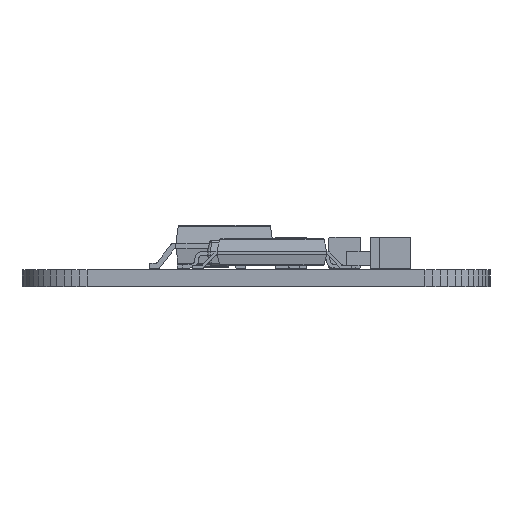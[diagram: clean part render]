
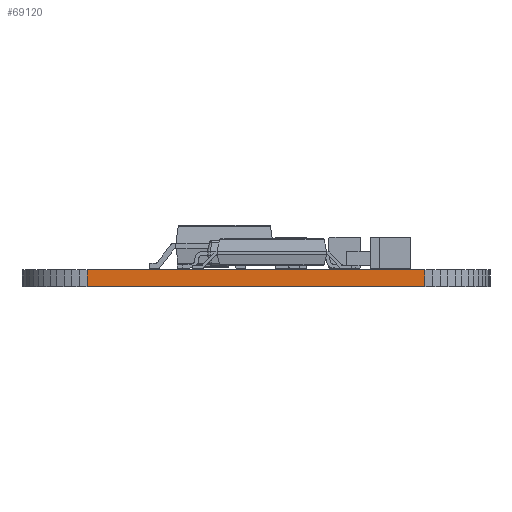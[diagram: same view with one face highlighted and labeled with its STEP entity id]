
A CAD part, front view. The second image highlights one B-rep face of the part: STEP entity #69120.
In plain terms, the highlighted planar face has unit normal (0, -1, 0).
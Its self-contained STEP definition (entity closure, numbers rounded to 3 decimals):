
#61929 = PLANE('',#61930);
#61930 = AXIS2_PLACEMENT_3D('',#61931,#61932,#61933);
#61931 = CARTESIAN_POINT('',(7.62,-18.882,0.68));
#61932 = DIRECTION('',(-0.,-0.,-1.));
#61933 = DIRECTION('',(-1.,0.,0.));
#61983 = PLANE('',#61984);
#61984 = AXIS2_PLACEMENT_3D('',#61985,#61986,#61987);
#61985 = CARTESIAN_POINT('',(7.62,-18.882,0.));
#61986 = DIRECTION('',(-0.,-0.,-1.));
#61987 = DIRECTION('',(-1.,0.,0.));
#62820 = VERTEX_POINT('',#62821);
#62821 = CARTESIAN_POINT('',(14.404,-40.714,0.));
#62835 = PLANE('',#62836);
#62836 = AXIS2_PLACEMENT_3D('',#62837,#62838,#62839);
#62837 = CARTESIAN_POINT('',(14.719,-40.695,0.));
#62838 = DIRECTION('',(0.06,-0.998,0.));
#62839 = DIRECTION('',(-0.998,-0.06,0.));
#62847 = EDGE_CURVE('',#62820,#62848,#62850,.T.);
#62848 = VERTEX_POINT('',#62849);
#62849 = CARTESIAN_POINT('',(0.836,-40.714,0.));
#62850 = SURFACE_CURVE('',#62851,(#62855,#62862),.PCURVE_S1.);
#62851 = LINE('',#62852,#62853);
#62852 = CARTESIAN_POINT('',(14.404,-40.714,0.));
#62853 = VECTOR('',#62854,1.);
#62854 = DIRECTION('',(-1.,0.,0.));
#62855 = PCURVE('',#61983,#62856);
#62856 = DEFINITIONAL_REPRESENTATION('',(#62857),#62861);
#62857 = LINE('',#62858,#62859);
#62858 = CARTESIAN_POINT('',(-6.784,-21.832));
#62859 = VECTOR('',#62860,1.);
#62860 = DIRECTION('',(1.,0.));
#62861 = ( GEOMETRIC_REPRESENTATION_CONTEXT(2) 
PARAMETRIC_REPRESENTATION_CONTEXT() REPRESENTATION_CONTEXT('2D SPACE',''
  ) );
#62862 = PCURVE('',#62863,#62868);
#62863 = PLANE('',#62864);
#62864 = AXIS2_PLACEMENT_3D('',#62865,#62866,#62867);
#62865 = CARTESIAN_POINT('',(14.404,-40.714,0.));
#62866 = DIRECTION('',(0.,-1.,0.));
#62867 = DIRECTION('',(-1.,0.,0.));
#62868 = DEFINITIONAL_REPRESENTATION('',(#62869),#62873);
#62869 = LINE('',#62870,#62871);
#62870 = CARTESIAN_POINT('',(0.,0.));
#62871 = VECTOR('',#62872,1.);
#62872 = DIRECTION('',(1.,0.));
#62873 = ( GEOMETRIC_REPRESENTATION_CONTEXT(2) 
PARAMETRIC_REPRESENTATION_CONTEXT() REPRESENTATION_CONTEXT('2D SPACE',''
  ) );
#62891 = PLANE('',#62892);
#62892 = AXIS2_PLACEMENT_3D('',#62893,#62894,#62895);
#62893 = CARTESIAN_POINT('',(0.836,-40.714,0.));
#62894 = DIRECTION('',(-0.06,-0.998,0.));
#62895 = DIRECTION('',(-0.998,0.06,0.));
#65751 = VERTEX_POINT('',#65752);
#65752 = CARTESIAN_POINT('',(14.404,-40.714,0.68));
#65773 = EDGE_CURVE('',#65751,#65774,#65776,.T.);
#65774 = VERTEX_POINT('',#65775);
#65775 = CARTESIAN_POINT('',(0.836,-40.714,0.68));
#65776 = SURFACE_CURVE('',#65777,(#65781,#65788),.PCURVE_S1.);
#65777 = LINE('',#65778,#65779);
#65778 = CARTESIAN_POINT('',(14.404,-40.714,0.68));
#65779 = VECTOR('',#65780,1.);
#65780 = DIRECTION('',(-1.,0.,0.));
#65781 = PCURVE('',#61929,#65782);
#65782 = DEFINITIONAL_REPRESENTATION('',(#65783),#65787);
#65783 = LINE('',#65784,#65785);
#65784 = CARTESIAN_POINT('',(-6.784,-21.832));
#65785 = VECTOR('',#65786,1.);
#65786 = DIRECTION('',(1.,0.));
#65787 = ( GEOMETRIC_REPRESENTATION_CONTEXT(2) 
PARAMETRIC_REPRESENTATION_CONTEXT() REPRESENTATION_CONTEXT('2D SPACE',''
  ) );
#65788 = PCURVE('',#62863,#65789);
#65789 = DEFINITIONAL_REPRESENTATION('',(#65790),#65794);
#65790 = LINE('',#65791,#65792);
#65791 = CARTESIAN_POINT('',(0.,-0.68));
#65792 = VECTOR('',#65793,1.);
#65793 = DIRECTION('',(1.,0.));
#65794 = ( GEOMETRIC_REPRESENTATION_CONTEXT(2) 
PARAMETRIC_REPRESENTATION_CONTEXT() REPRESENTATION_CONTEXT('2D SPACE',''
  ) );
#69072 = EDGE_CURVE('',#62820,#65751,#69073,.T.);
#69073 = SURFACE_CURVE('',#69074,(#69078,#69085),.PCURVE_S1.);
#69074 = LINE('',#69075,#69076);
#69075 = CARTESIAN_POINT('',(14.404,-40.714,0.));
#69076 = VECTOR('',#69077,1.);
#69077 = DIRECTION('',(0.,0.,1.));
#69078 = PCURVE('',#62835,#69079);
#69079 = DEFINITIONAL_REPRESENTATION('',(#69080),#69084);
#69080 = LINE('',#69081,#69082);
#69081 = CARTESIAN_POINT('',(0.316,0.));
#69082 = VECTOR('',#69083,1.);
#69083 = DIRECTION('',(0.,-1.));
#69084 = ( GEOMETRIC_REPRESENTATION_CONTEXT(2) 
PARAMETRIC_REPRESENTATION_CONTEXT() REPRESENTATION_CONTEXT('2D SPACE',''
  ) );
#69085 = PCURVE('',#62863,#69086);
#69086 = DEFINITIONAL_REPRESENTATION('',(#69087),#69091);
#69087 = LINE('',#69088,#69089);
#69088 = CARTESIAN_POINT('',(0.,0.));
#69089 = VECTOR('',#69090,1.);
#69090 = DIRECTION('',(0.,-1.));
#69091 = ( GEOMETRIC_REPRESENTATION_CONTEXT(2) 
PARAMETRIC_REPRESENTATION_CONTEXT() REPRESENTATION_CONTEXT('2D SPACE',''
  ) );
#69120 = ADVANCED_FACE('',(#69121),#62863,.T.);
#69121 = FACE_BOUND('',#69122,.T.);
#69122 = EDGE_LOOP('',(#69123,#69124,#69125,#69146));
#69123 = ORIENTED_EDGE('',*,*,#69072,.T.);
#69124 = ORIENTED_EDGE('',*,*,#65773,.T.);
#69125 = ORIENTED_EDGE('',*,*,#69126,.F.);
#69126 = EDGE_CURVE('',#62848,#65774,#69127,.T.);
#69127 = SURFACE_CURVE('',#69128,(#69132,#69139),.PCURVE_S1.);
#69128 = LINE('',#69129,#69130);
#69129 = CARTESIAN_POINT('',(0.836,-40.714,0.));
#69130 = VECTOR('',#69131,1.);
#69131 = DIRECTION('',(0.,0.,1.));
#69132 = PCURVE('',#62863,#69133);
#69133 = DEFINITIONAL_REPRESENTATION('',(#69134),#69138);
#69134 = LINE('',#69135,#69136);
#69135 = CARTESIAN_POINT('',(13.569,0.));
#69136 = VECTOR('',#69137,1.);
#69137 = DIRECTION('',(0.,-1.));
#69138 = ( GEOMETRIC_REPRESENTATION_CONTEXT(2) 
PARAMETRIC_REPRESENTATION_CONTEXT() REPRESENTATION_CONTEXT('2D SPACE',''
  ) );
#69139 = PCURVE('',#62891,#69140);
#69140 = DEFINITIONAL_REPRESENTATION('',(#69141),#69145);
#69141 = LINE('',#69142,#69143);
#69142 = CARTESIAN_POINT('',(0.,0.));
#69143 = VECTOR('',#69144,1.);
#69144 = DIRECTION('',(0.,-1.));
#69145 = ( GEOMETRIC_REPRESENTATION_CONTEXT(2) 
PARAMETRIC_REPRESENTATION_CONTEXT() REPRESENTATION_CONTEXT('2D SPACE',''
  ) );
#69146 = ORIENTED_EDGE('',*,*,#62847,.F.);
